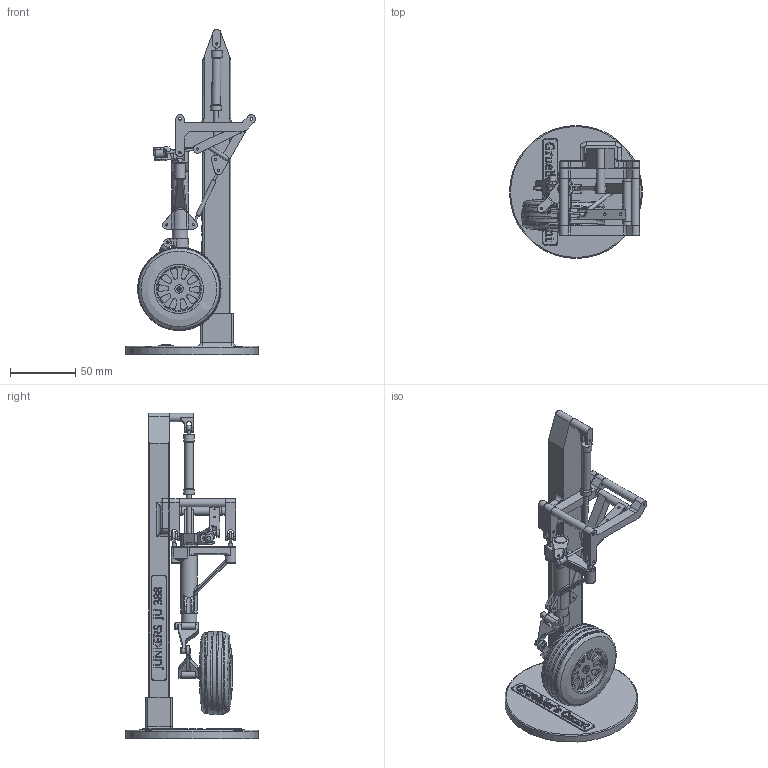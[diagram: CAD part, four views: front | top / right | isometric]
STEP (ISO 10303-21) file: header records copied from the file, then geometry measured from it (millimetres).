
FILE_DESCRIPTION(('FreeCAD Model'),'2;1');
FILE_NAME('Open CASCADE Shape Model','2025-04-27T04:23:04',('FreeCAD'),( 'FreeCAD'),'Open CASCADE STEP processor 7.6','FreeCAD','Unknown');
FILE_SCHEMA(('AUTOMOTIVE_DESIGN { 1 0 10303 214 1 1 1 1 }'));
Length unit declared in the file: millimetre
Products named in the file (1): Open CASCADE STEP translator 7.6 1
Bounding box: 101.6 x 101.6 x 248.41 mm (x, y, z)
Volume: 233063.8 mm3; surface area: 89480.3 mm2
Topology: 34 solids, 35 shells, 1355 faces, 3554 edges, 2321 vertices
Faces by surface type: plane 598, cylinder 379, bspline 295, torus 44, sphere 29, revolution 5, cone 5
Full cylindrical faces by diameter (mm): 1.587 x1, 1.6 x5, 1.651 x12, 1.96 x1, 2 x39, 2.286 x2, 2.381 x1, 3.175 x4, 3.226 x3, 3.302 x1, 3.48 x1, 4.064 x2, 4.242 x2, 5.292 x3, 6.35 x10, 6.502 x1, 6.655 x2, 7.912 x1, 8.242 x2, 8.306 x1, 8.68 x1, 8.706 x1, 8.738 x1, 9.779 x2, 9.83 x1, 10.583 x1, 11.758 x1, 12.774 x3, 34.412 x1, 37.522 x1
Entity records: 45708 total; most frequent: CARTESIAN_POINT 13988, ORIENTED_EDGE 7010, DIRECTION 5744, EDGE_CURVE 3505, VERTEX_POINT 2313, AXIS2_PLACEMENT_3D 2009, LINE 1721, VECTOR 1721
